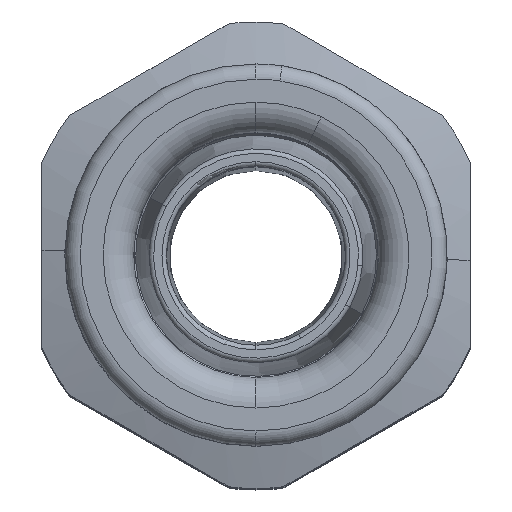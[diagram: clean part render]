
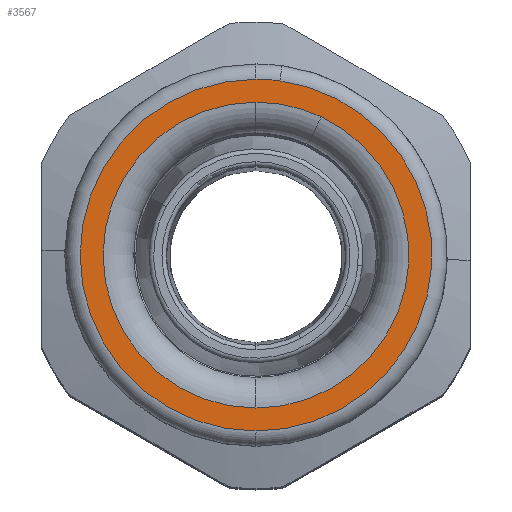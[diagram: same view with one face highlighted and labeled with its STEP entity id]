
A CAD part, top view. The second image highlights one B-rep face of the part: STEP entity #3567.
In plain terms, the highlighted planar face has unit normal (0, 0, 1).
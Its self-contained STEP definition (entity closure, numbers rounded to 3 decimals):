
#3431=AXIS2_PLACEMENT_3D('Circle Axis2P3D',#3429,#3430,$) ;
#3448=AXIS2_PLACEMENT_3D('Circle Axis2P3D',#3446,#3447,$) ;
#3472=AXIS2_PLACEMENT_3D('Circle Axis2P3D',#3470,#3471,$) ;
#3534=AXIS2_PLACEMENT_3D('Plane Axis2P3D',#3531,#3532,#3533) ;
#3543=AXIS2_PLACEMENT_3D('Circle Axis2P3D',#3541,#3542,$) ;
#3552=AXIS2_PLACEMENT_3D('Circle Axis2P3D',#3550,#3551,$) ;
#3559=AXIS2_PLACEMENT_3D('Circle Axis2P3D',#3557,#3558,$) ;
#3419=CARTESIAN_POINT('Vertex',(15.566,26.643,82.4)) ;
#3426=CARTESIAN_POINT('Vertex',(14.,26.75,82.4)) ;
#3429=CARTESIAN_POINT('Axis2P3D Location',(14.,15.25,82.4)) ;
#3446=CARTESIAN_POINT('Axis2P3D Location',(14.,15.25,82.4)) ;
#3450=CARTESIAN_POINT('Vertex',(14.,3.75,82.4)) ;
#3470=CARTESIAN_POINT('Axis2P3D Location',(14.,15.25,82.4)) ;
#3531=CARTESIAN_POINT('Axis2P3D Location',(14.,15.25,82.4)) ;
#3541=CARTESIAN_POINT('Axis2P3D Location',(14.,15.25,82.4)) ;
#3545=CARTESIAN_POINT('Vertex',(18.265,24.295,82.4)) ;
#3547=CARTESIAN_POINT('Vertex',(14.,25.25,82.4)) ;
#3550=CARTESIAN_POINT('Axis2P3D Location',(14.,15.25,82.4)) ;
#3554=CARTESIAN_POINT('Vertex',(14.,5.25,82.4)) ;
#3557=CARTESIAN_POINT('Axis2P3D Location',(14.,15.25,82.4)) ;
#3430=DIRECTION('Axis2P3D Direction',(0.,0.,1.)) ;
#3447=DIRECTION('Axis2P3D Direction',(0.,0.,1.)) ;
#3471=DIRECTION('Axis2P3D Direction',(0.,0.,1.)) ;
#3532=DIRECTION('Axis2P3D Direction',(0.,0.,1.)) ;
#3533=DIRECTION('Axis2P3D XDirection',(0.,1.,0.)) ;
#3542=DIRECTION('Axis2P3D Direction',(0.,0.,1.)) ;
#3551=DIRECTION('Axis2P3D Direction',(0.,0.,1.)) ;
#3558=DIRECTION('Axis2P3D Direction',(0.,0.,1.)) ;
#3537=ORIENTED_EDGE('',*,*,#3474,.T.) ;
#3538=ORIENTED_EDGE('',*,*,#3452,.T.) ;
#3539=ORIENTED_EDGE('',*,*,#3433,.T.) ;
#3563=ORIENTED_EDGE('',*,*,#3549,.F.) ;
#3564=ORIENTED_EDGE('',*,*,#3556,.F.) ;
#3565=ORIENTED_EDGE('',*,*,#3561,.F.) ;
#3566=FACE_BOUND('',#3562,.T.) ;
#3567=ADVANCED_FACE('PartBody',(#3540,#3566),#3535,.T.) ;
#3432=CIRCLE('generated circle',#3431,11.5) ;
#3449=CIRCLE('generated circle',#3448,11.5) ;
#3473=CIRCLE('generated circle',#3472,11.5) ;
#3544=CIRCLE('generated circle',#3543,10.) ;
#3553=CIRCLE('generated circle',#3552,10.) ;
#3560=CIRCLE('generated circle',#3559,10.) ;
#3433=EDGE_CURVE('',#3420,#3427,#3432,.T.) ;
#3452=EDGE_CURVE('',#3451,#3420,#3449,.T.) ;
#3474=EDGE_CURVE('',#3427,#3451,#3473,.T.) ;
#3549=EDGE_CURVE('',#3546,#3548,#3544,.T.) ;
#3556=EDGE_CURVE('',#3555,#3546,#3553,.T.) ;
#3561=EDGE_CURVE('',#3548,#3555,#3560,.T.) ;
#3536=EDGE_LOOP('',(#3537,#3538,#3539)) ;
#3562=EDGE_LOOP('',(#3563,#3564,#3565)) ;
#3540=FACE_OUTER_BOUND('',#3536,.T.) ;
#3535=PLANE('',#3534) ;
#3420=VERTEX_POINT('',#3419) ;
#3427=VERTEX_POINT('',#3426) ;
#3451=VERTEX_POINT('',#3450) ;
#3546=VERTEX_POINT('',#3545) ;
#3548=VERTEX_POINT('',#3547) ;
#3555=VERTEX_POINT('',#3554) ;
